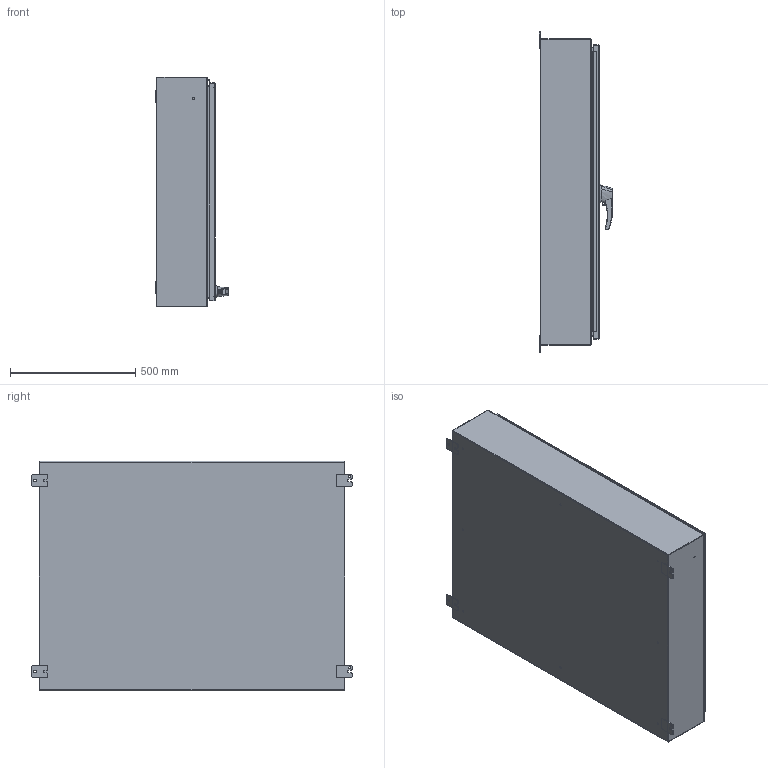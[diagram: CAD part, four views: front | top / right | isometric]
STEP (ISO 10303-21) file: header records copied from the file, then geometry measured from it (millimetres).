
FILE_DESCRIPTION (( 'STEP AP214' ), '1' );
FILE_NAME ('HW48368S16HK.STEP', '2019-08-19T18:14:42', ( '' ), ( '' ), 'SwSTEP 2.0', 'SolidWorks 2018', '' );
FILE_SCHEMA (( 'AUTOMOTIVE_DESIGN' ));
Length unit declared in the file: inch
Products named in the file (1): HW48368S16HK
Bounding box: 291.41 x 1276.35 x 914.4 mm (x, y, z)
Volume: 7519265.7 mm3; surface area: 7234429.9 mm2
Topology: 45 solids, 46 shells, 1676 faces, 4233 edges, 2692 vertices
Faces by surface type: plane 768, cylinder 732, bspline 135, cone 41
Entity records: 111799 total; most frequent: CARTESIAN_POINT 49919, ORIENTED_EDGE 8450, DIRECTION 8044, EDGE_CURVE 4225, AXIS2_PLACEMENT_3D 2846, VERTEX_POINT 2692, VECTOR 2352, LINE 2352
